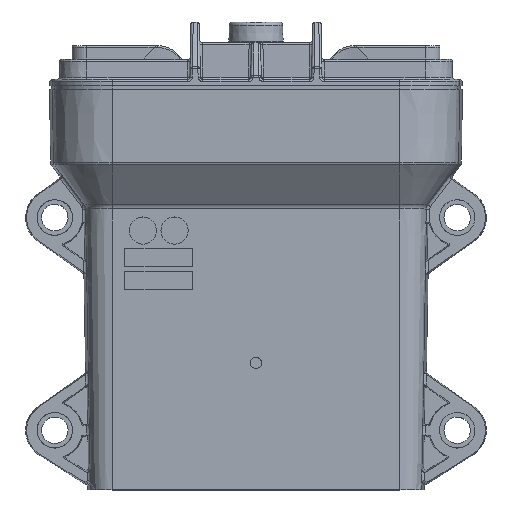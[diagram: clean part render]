
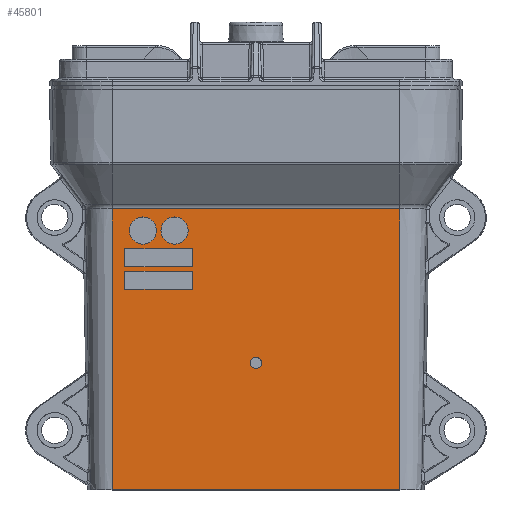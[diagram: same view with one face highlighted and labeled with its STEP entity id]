
A CAD part, top view. The second image highlights one B-rep face of the part: STEP entity #45801.
In plain terms, the highlighted planar face has unit normal (0, -0.018, 1).
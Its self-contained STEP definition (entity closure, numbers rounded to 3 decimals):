
#1321 = DIRECTION ( 'NONE',  ( 1., 0., 0. ) ) ;
#1327 = VERTEX_POINT ( 'NONE', #35343 ) ;
#1916 = CARTESIAN_POINT ( 'NONE',  ( -18., 53.604, 23.173 ) ) ;
#2465 = EDGE_CURVE ( 'NONE', #121761, #100779, #111677, .T. ) ;
#2720 = CIRCLE ( 'NONE', #18656, 3. ) ;
#3623 = DIRECTION ( 'NONE',  ( 1., 0., 0. ) ) ;
#4299 = DIRECTION ( 'NONE',  ( -1., 0., 0. ) ) ;
#4593 = DIRECTION ( 'NONE',  ( 0., -0.017, 1. ) ) ;
#5998 = FACE_BOUND ( 'NONE', #76877, .T. ) ;
#6264 = LINE ( 'NONE', #94141, #104904 ) ;
#6877 = LINE ( 'NONE', #61577, #18294 ) ;
#7053 = CARTESIAN_POINT ( 'NONE',  ( -29., 52.604, 23.156 ) ) ;
#7623 = CARTESIAN_POINT ( 'NONE',  ( -29., 52.604, 23.156 ) ) ;
#8632 = ORIENTED_EDGE ( 'NONE', *, *, #139628, .T. ) ;
#8972 = VERTEX_POINT ( 'NONE', #113598 ) ;
#10751 = LINE ( 'NONE', #66118, #106512 ) ;
#11744 = CIRCLE ( 'NONE', #108423, 3. ) ;
#14406 = VERTEX_POINT ( 'NONE', #89953 ) ;
#15240 = CARTESIAN_POINT ( 'NONE',  ( 2.5, 26.115, 22.694 ) ) ;
#15282 = VERTEX_POINT ( 'NONE', #52481 ) ;
#16030 = CARTESIAN_POINT ( 'NONE',  ( -14., 47.605, 23.069 ) ) ;
#16321 = DIRECTION ( 'NONE',  ( 0., -1., -0.017 ) ) ;
#16926 = DIRECTION ( 'NONE',  ( -1., 0., 0. ) ) ;
#17428 = PLANE ( 'NONE',  #85821 ) ;
#18029 = EDGE_CURVE ( 'NONE', #90574, #121761, #10751, .T. ) ;
#18294 = VECTOR ( 'NONE', #16926, 1000. ) ;
#18656 = AXIS2_PLACEMENT_3D ( 'NONE', #62229, #61536, #106983 ) ;
#19722 = CARTESIAN_POINT ( 'NONE',  ( -25., 53.604, 23.173 ) ) ;
#20527 = LINE ( 'NONE', #29882, #31349 ) ;
#21803 = VERTEX_POINT ( 'NONE', #33299 ) ;
#22134 = ORIENTED_EDGE ( 'NONE', *, *, #84736, .F. ) ;
#22999 = ORIENTED_EDGE ( 'NONE', *, *, #130982, .F. ) ;
#23654 = CARTESIAN_POINT ( 'NONE',  ( -29., 48.604, 23.086 ) ) ;
#25013 =( BOUNDED_CURVE ( )  B_SPLINE_CURVE ( 3, ( #61947, #15240, #81497, #49732, #72040, #60548, #124718 ),
 .UNSPECIFIED., .T., .T. ) 
 B_SPLINE_CURVE_WITH_KNOTS ( ( 4, 3, 4 ),
 ( 0., 3.142, 6.283 ),
 .UNSPECIFIED. ) 
 CURVE ( )  GEOMETRIC_REPRESENTATION_ITEM ( )  RATIONAL_B_SPLINE_CURVE ( ( 1., 0.333, 0.333, 1., 0.333, 0.333, 1. ) ) 
 REPRESENTATION_ITEM ( '' )  );
#26059 = ORIENTED_EDGE ( 'NONE', *, *, #96880, .F. ) ;
#28466 = DIRECTION ( 'NONE',  ( -1., 0., 0. ) ) ;
#29882 = CARTESIAN_POINT ( 'NONE',  ( -29., 47.605, 23.069 ) ) ;
#29955 = DIRECTION ( 'NONE',  ( -1., 0., 0. ) ) ;
#31349 = VECTOR ( 'NONE', #28466, 1000. ) ;
#31957 = EDGE_CURVE ( 'NONE', #8972, #46591, #79093, .T. ) ;
#33169 = CARTESIAN_POINT ( 'NONE',  ( -14., 48.604, 23.086 ) ) ;
#33299 = CARTESIAN_POINT ( 'NONE',  ( 0., 26.115, 22.694 ) ) ;
#34594 = DIRECTION ( 'NONE',  ( 0., 1., 0.017 ) ) ;
#35264 = EDGE_CURVE ( 'NONE', #78229, #78229, #2720, .T. ) ;
#35343 = CARTESIAN_POINT ( 'NONE',  ( -29., 47.605, 23.069 ) ) ;
#35449 = EDGE_CURVE ( 'NONE', #46591, #15282, #93168, .T. ) ;
#36186 = DIRECTION ( 'NONE',  ( 0., -1., -0.017 ) ) ;
#40975 = DIRECTION ( 'NONE',  ( 0., -1., -0.017 ) ) ;
#41149 = CARTESIAN_POINT ( 'NONE',  ( 31.766, 0., 22.238 ) ) ;
#41560 = ORIENTED_EDGE ( 'NONE', *, *, #18029, .F. ) ;
#45801 = ADVANCED_FACE ( 'NONE', ( #93878, #49856, #5998, #135687, #47748, #126978 ), #17428, .T. ) ;
#46108 = LINE ( 'NONE', #57658, #70314 ) ;
#46591 = VERTEX_POINT ( 'NONE', #108274 ) ;
#47748 = FACE_OUTER_BOUND ( 'NONE', #123902, .T. ) ;
#48660 = VERTEX_POINT ( 'NONE', #140074 ) ;
#49732 = CARTESIAN_POINT ( 'NONE',  ( 0., 28.615, 22.737 ) ) ;
#49856 = FACE_BOUND ( 'NONE', #102405, .T. ) ;
#51454 = VECTOR ( 'NONE', #85205, 1000. ) ;
#52481 = CARTESIAN_POINT ( 'NONE',  ( -14., 47.605, 23.069 ) ) ;
#56755 = VECTOR ( 'NONE', #3623, 1000. ) ;
#57658 = CARTESIAN_POINT ( 'NONE',  ( -14., 52.604, 23.156 ) ) ;
#59162 = CARTESIAN_POINT ( 'NONE',  ( -29., 48.604, 23.086 ) ) ;
#60548 = CARTESIAN_POINT ( 'NONE',  ( -2.5, 26.115, 22.694 ) ) ;
#61536 = DIRECTION ( 'NONE',  ( 0., -0.017, 1. ) ) ;
#61577 = CARTESIAN_POINT ( 'NONE',  ( 31.766, -0.635, 22.227 ) ) ;
#61703 = LINE ( 'NONE', #94201, #67405 ) ;
#61947 = CARTESIAN_POINT ( 'NONE',  ( 0., 26.115, 22.694 ) ) ;
#62229 = CARTESIAN_POINT ( 'NONE',  ( -18., 56.603, 23.226 ) ) ;
#64486 = ORIENTED_EDGE ( 'NONE', *, *, #35449, .F. ) ;
#65042 = VECTOR ( 'NONE', #108958, 1000. ) ;
#65583 = VERTEX_POINT ( 'NONE', #72581 ) ;
#65835 = ORIENTED_EDGE ( 'NONE', *, *, #108372, .T. ) ;
#66118 = CARTESIAN_POINT ( 'NONE',  ( -29., 52.604, 23.156 ) ) ;
#66630 = EDGE_CURVE ( 'NONE', #1327, #8972, #76476, .T. ) ;
#67405 = VECTOR ( 'NONE', #29955, 1000. ) ;
#69357 = CARTESIAN_POINT ( 'NONE',  ( -31.766, 0., 22.238 ) ) ;
#70072 = EDGE_CURVE ( 'NONE', #48660, #70395, #6877, .T. ) ;
#70314 = VECTOR ( 'NONE', #34594, 1000. ) ;
#70395 = VERTEX_POINT ( 'NONE', #139123 ) ;
#72040 = CARTESIAN_POINT ( 'NONE',  ( -2.5, 28.615, 22.737 ) ) ;
#72581 = CARTESIAN_POINT ( 'NONE',  ( 31.766, 61.377, 23.309 ) ) ;
#73120 = LINE ( 'NONE', #7623, #126467 ) ;
#73932 = VERTEX_POINT ( 'NONE', #137104 ) ;
#76476 = LINE ( 'NONE', #107542, #65042 ) ;
#76877 = EDGE_LOOP ( 'NONE', ( #78011 ) ) ;
#78011 = ORIENTED_EDGE ( 'NONE', *, *, #35264, .F. ) ;
#78229 = VERTEX_POINT ( 'NONE', #1916 ) ;
#79093 = LINE ( 'NONE', #100045, #142330 ) ;
#80873 = ORIENTED_EDGE ( 'NONE', *, *, #2465, .F. ) ;
#81497 = CARTESIAN_POINT ( 'NONE',  ( 2.5, 28.615, 22.737 ) ) ;
#84736 = EDGE_CURVE ( 'NONE', #127127, #127127, #11744, .T. ) ;
#85205 = DIRECTION ( 'NONE',  ( 0., -1., -0.017 ) ) ;
#85821 = AXIS2_PLACEMENT_3D ( 'NONE', #69357, #4593, #36186 ) ;
#86314 = ORIENTED_EDGE ( 'NONE', *, *, #91195, .F. ) ;
#87357 = LINE ( 'NONE', #41149, #51454 ) ;
#89953 = CARTESIAN_POINT ( 'NONE',  ( -14., 52.604, 23.156 ) ) ;
#90574 = VERTEX_POINT ( 'NONE', #7053 ) ;
#91195 = EDGE_CURVE ( 'NONE', #65583, #48660, #87357, .T. ) ;
#92427 = DIRECTION ( 'NONE',  ( 0., 1., 0.017 ) ) ;
#93168 = LINE ( 'NONE', #16030, #104271 ) ;
#93878 = FACE_BOUND ( 'NONE', #120481, .T. ) ;
#94141 = CARTESIAN_POINT ( 'NONE',  ( -31.766, 0., 22.238 ) ) ;
#94201 = CARTESIAN_POINT ( 'NONE',  ( -31.766, 61.377, 23.309 ) ) ;
#96880 = EDGE_CURVE ( 'NONE', #21803, #21803, #25013, .T. ) ;
#100045 = CARTESIAN_POINT ( 'NONE',  ( -29., 43.605, 22.999 ) ) ;
#100779 = VERTEX_POINT ( 'NONE', #33169 ) ;
#102405 = EDGE_LOOP ( 'NONE', ( #22134 ) ) ;
#104271 = VECTOR ( 'NONE', #92427, 1000. ) ;
#104904 = VECTOR ( 'NONE', #16321, 1000. ) ;
#106424 = ORIENTED_EDGE ( 'NONE', *, *, #110930, .F. ) ;
#106475 = ORIENTED_EDGE ( 'NONE', *, *, #141110, .F. ) ;
#106512 = VECTOR ( 'NONE', #122321, 1000. ) ;
#106983 = DIRECTION ( 'NONE',  ( 0., -1., -0.017 ) ) ;
#107542 = CARTESIAN_POINT ( 'NONE',  ( -29., 47.605, 23.069 ) ) ;
#108274 = CARTESIAN_POINT ( 'NONE',  ( -14., 43.605, 22.999 ) ) ;
#108372 = EDGE_CURVE ( 'NONE', #73932, #70395, #6264, .T. ) ;
#108423 = AXIS2_PLACEMENT_3D ( 'NONE', #140555, #129676, #40975 ) ;
#108958 = DIRECTION ( 'NONE',  ( 0., -1., -0.017 ) ) ;
#110930 = EDGE_CURVE ( 'NONE', #15282, #1327, #20527, .T. ) ;
#111677 = LINE ( 'NONE', #23654, #56755 ) ;
#113598 = CARTESIAN_POINT ( 'NONE',  ( -29., 43.605, 22.999 ) ) ;
#120481 = EDGE_LOOP ( 'NONE', ( #122718, #139488, #106424, #64486 ) ) ;
#121761 = VERTEX_POINT ( 'NONE', #59162 ) ;
#122321 = DIRECTION ( 'NONE',  ( 0., -1., -0.017 ) ) ;
#122718 = ORIENTED_EDGE ( 'NONE', *, *, #31957, .F. ) ;
#123902 = EDGE_LOOP ( 'NONE', ( #86314, #8632, #65835, #139594 ) ) ;
#124701 = EDGE_LOOP ( 'NONE', ( #80873, #41560, #22999, #106475 ) ) ;
#124718 = CARTESIAN_POINT ( 'NONE',  ( 0., 26.115, 22.694 ) ) ;
#126467 = VECTOR ( 'NONE', #4299, 1000. ) ;
#126978 = FACE_BOUND ( 'NONE', #138153, .T. ) ;
#127127 = VERTEX_POINT ( 'NONE', #19722 ) ;
#129676 = DIRECTION ( 'NONE',  ( 0., -0.017, 1. ) ) ;
#130982 = EDGE_CURVE ( 'NONE', #14406, #90574, #73120, .T. ) ;
#135687 = FACE_BOUND ( 'NONE', #124701, .T. ) ;
#137104 = CARTESIAN_POINT ( 'NONE',  ( -31.766, 61.377, 23.309 ) ) ;
#138153 = EDGE_LOOP ( 'NONE', ( #26059 ) ) ;
#139123 = CARTESIAN_POINT ( 'NONE',  ( -31.766, -0.635, 22.227 ) ) ;
#139488 = ORIENTED_EDGE ( 'NONE', *, *, #66630, .F. ) ;
#139594 = ORIENTED_EDGE ( 'NONE', *, *, #70072, .F. ) ;
#139628 = EDGE_CURVE ( 'NONE', #65583, #73932, #61703, .T. ) ;
#140074 = CARTESIAN_POINT ( 'NONE',  ( 31.766, -0.635, 22.227 ) ) ;
#140555 = CARTESIAN_POINT ( 'NONE',  ( -25., 56.603, 23.226 ) ) ;
#141110 = EDGE_CURVE ( 'NONE', #100779, #14406, #46108, .T. ) ;
#142330 = VECTOR ( 'NONE', #1321, 1000. ) ;
